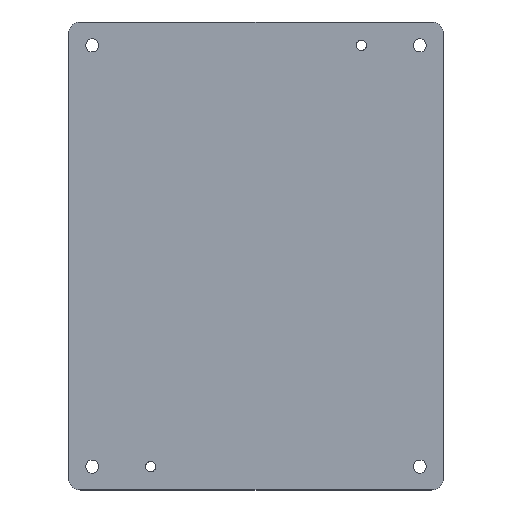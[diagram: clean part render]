
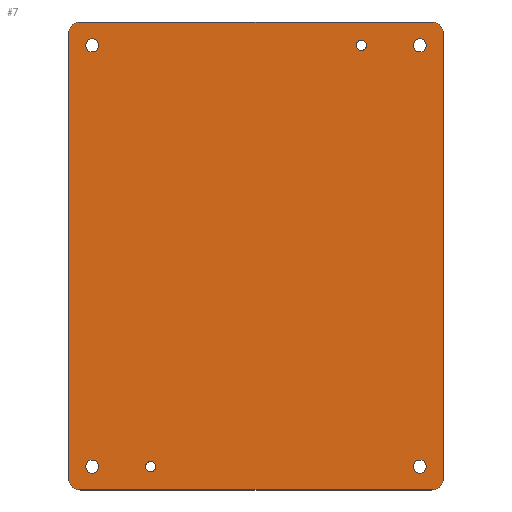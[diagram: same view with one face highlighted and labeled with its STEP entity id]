
A CAD part, top view. The second image highlights one B-rep face of the part: STEP entity #7.
In plain terms, the highlighted planar face has unit normal (0, 0, 1).
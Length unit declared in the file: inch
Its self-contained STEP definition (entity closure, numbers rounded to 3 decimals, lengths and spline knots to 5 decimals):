
#5 = CARTESIAN_POINT ( 'NONE',  ( 4., -4.75, 0. ) ) ;
#7 = ADVANCED_FACE ( 'NONE', ( #252, #419, #562, #519, #15, #553, #559 ), #294, .T. ) ;
#11 = CIRCLE ( 'NONE', #287, 0.25 ) ;
#15 = FACE_BOUND ( 'NONE', #343, .T. ) ;
#25 = EDGE_LOOP ( 'NONE', ( #332 ) ) ;
#28 = VERTEX_POINT ( 'NONE', #375 ) ;
#34 = CARTESIAN_POINT ( 'NONE',  ( 3.5, -4.5, 0. ) ) ;
#40 = EDGE_LOOP ( 'NONE', ( #169 ) ) ;
#49 = DIRECTION ( 'NONE',  ( 0., -1., 0. ) ) ;
#61 = CARTESIAN_POINT ( 'NONE',  ( 2.25, 4.5, 0. ) ) ;
#63 = EDGE_CURVE ( 'NONE', #305, #383, #11, .T. ) ;
#66 = ORIENTED_EDGE ( 'NONE', *, *, #63, .F. ) ;
#72 = CARTESIAN_POINT ( 'NONE',  ( 0., 5., 0. ) ) ;
#80 = ORIENTED_EDGE ( 'NONE', *, *, #410, .F. ) ;
#84 = CIRCLE ( 'NONE', #415, 0.109 ) ;
#100 = DIRECTION ( 'NONE',  ( 0., 0., -1. ) ) ;
#104 = DIRECTION ( 'NONE',  ( 0., 1., 0. ) ) ;
#107 = CARTESIAN_POINT ( 'NONE',  ( -3.3595, 4.5, 0. ) ) ;
#108 = DIRECTION ( 'NONE',  ( 0., 0., -1. ) ) ;
#110 = DIRECTION ( 'NONE',  ( 0., 0., 1. ) ) ;
#115 = VERTEX_POINT ( 'NONE', #352 ) ;
#117 = DIRECTION ( 'NONE',  ( 1., 0., 0. ) ) ;
#118 = EDGE_LOOP ( 'NONE', ( #507 ) ) ;
#122 = EDGE_LOOP ( 'NONE', ( #217, #66, #584, #80, #308, #402, #540, #570 ) ) ;
#131 = CIRCLE ( 'NONE', #279, 0.25 ) ;
#136 = EDGE_CURVE ( 'NONE', #376, #376, #345, .T. ) ;
#149 = DIRECTION ( 'NONE',  ( 1., 0., 0. ) ) ;
#150 = VERTEX_POINT ( 'NONE', #420 ) ;
#151 = DIRECTION ( 'NONE',  ( 1., 0., 0. ) ) ;
#158 = VERTEX_POINT ( 'NONE', #292 ) ;
#167 = AXIS2_PLACEMENT_3D ( 'NONE', #533, #575, #168 ) ;
#168 = DIRECTION ( 'NONE',  ( 1., 0., 0. ) ) ;
#169 = ORIENTED_EDGE ( 'NONE', *, *, #572, .T. ) ;
#171 = DIRECTION ( 'NONE',  ( 0., 0., -1. ) ) ;
#172 = VERTEX_POINT ( 'NONE', #539 ) ;
#180 = ORIENTED_EDGE ( 'NONE', *, *, #136, .T. ) ;
#190 = AXIS2_PLACEMENT_3D ( 'NONE', #195, #110, #329 ) ;
#193 = VERTEX_POINT ( 'NONE', #107 ) ;
#194 = DIRECTION ( 'NONE',  ( 1., 0., 0. ) ) ;
#195 = CARTESIAN_POINT ( 'NONE',  ( 0., 0., 0. ) ) ;
#196 = VERTEX_POINT ( 'NONE', #330 ) ;
#199 = EDGE_CURVE ( 'NONE', #158, #158, #84, .T. ) ;
#201 = EDGE_CURVE ( 'NONE', #115, #305, #401, .T. ) ;
#212 = CARTESIAN_POINT ( 'NONE',  ( 4., 4.75, 0. ) ) ;
#217 = ORIENTED_EDGE ( 'NONE', *, *, #351, .F. ) ;
#219 = DIRECTION ( 'NONE',  ( 0., 0., -1. ) ) ;
#220 = EDGE_CURVE ( 'NONE', #196, #196, #542, .T. ) ;
#238 = CARTESIAN_POINT ( 'NONE',  ( 2.359, 4.5, 0. ) ) ;
#239 = CIRCLE ( 'NONE', #534, 0.1405 ) ;
#241 = CARTESIAN_POINT ( 'NONE',  ( -3.75, 4.75, 0. ) ) ;
#251 = VECTOR ( 'NONE', #301, 39.37008 ) ;
#252 = FACE_BOUND ( 'NONE', #40, .T. ) ;
#256 = DIRECTION ( 'NONE',  ( 0., 0., -1. ) ) ;
#263 = VECTOR ( 'NONE', #49, 39.37008 ) ;
#264 = EDGE_CURVE ( 'NONE', #193, #193, #239, .T. ) ;
#270 = DIRECTION ( 'NONE',  ( 1., 0., 0. ) ) ;
#273 = VERTEX_POINT ( 'NONE', #212 ) ;
#277 = CARTESIAN_POINT ( 'NONE',  ( 3.75, -4.75, 0. ) ) ;
#279 = AXIS2_PLACEMENT_3D ( 'NONE', #508, #289, #549 ) ;
#281 = EDGE_CURVE ( 'NONE', #28, #172, #563, .T. ) ;
#284 = DIRECTION ( 'NONE',  ( 0., 0., -1. ) ) ;
#287 = AXIS2_PLACEMENT_3D ( 'NONE', #296, #337, #149 ) ;
#288 = AXIS2_PLACEMENT_3D ( 'NONE', #241, #555, #151 ) ;
#289 = DIRECTION ( 'NONE',  ( 0., 0., -1. ) ) ;
#292 = CARTESIAN_POINT ( 'NONE',  ( -2.141, -4.5, 0. ) ) ;
#294 = PLANE ( 'NONE',  #190 ) ;
#295 = DIRECTION ( 'NONE',  ( 1., 0., 0. ) ) ;
#296 = CARTESIAN_POINT ( 'NONE',  ( -3.75, -4.75, 0. ) ) ;
#297 = ORIENTED_EDGE ( 'NONE', *, *, #220, .T. ) ;
#299 = VECTOR ( 'NONE', #104, 39.37008 ) ;
#301 = DIRECTION ( 'NONE',  ( -1., 0., 0. ) ) ;
#305 = VERTEX_POINT ( 'NONE', #521 ) ;
#308 = ORIENTED_EDGE ( 'NONE', *, *, #446, .F. ) ;
#310 = AXIS2_PLACEMENT_3D ( 'NONE', #34, #256, #117 ) ;
#323 = VECTOR ( 'NONE', #391, 39.37008 ) ;
#329 = DIRECTION ( 'NONE',  ( 1., 0., 0. ) ) ;
#330 = CARTESIAN_POINT ( 'NONE',  ( 3.6405, -4.5, 0. ) ) ;
#332 = ORIENTED_EDGE ( 'NONE', *, *, #199, .T. ) ;
#333 = CARTESIAN_POINT ( 'NONE',  ( -3.5, -4.5, 0. ) ) ;
#337 = DIRECTION ( 'NONE',  ( 0., 0., -1. ) ) ;
#341 = VERTEX_POINT ( 'NONE', #344 ) ;
#343 = EDGE_LOOP ( 'NONE', ( #577 ) ) ;
#344 = CARTESIAN_POINT ( 'NONE',  ( -4., 4.75, 0. ) ) ;
#345 = CIRCLE ( 'NONE', #167, 0.1405 ) ;
#351 = EDGE_CURVE ( 'NONE', #383, #341, #561, .T. ) ;
#352 = CARTESIAN_POINT ( 'NONE',  ( 3.75, -5., 0. ) ) ;
#360 = EDGE_CURVE ( 'NONE', #373, #373, #380, .T. ) ;
#373 = VERTEX_POINT ( 'NONE', #238 ) ;
#375 = CARTESIAN_POINT ( 'NONE',  ( -3.75, 5., 0. ) ) ;
#376 = VERTEX_POINT ( 'NONE', #459 ) ;
#380 = CIRCLE ( 'NONE', #403, 0.109 ) ;
#381 = EDGE_CURVE ( 'NONE', #172, #273, #131, .T. ) ;
#383 = VERTEX_POINT ( 'NONE', #458 ) ;
#389 = CARTESIAN_POINT ( 'NONE',  ( -2.25, -4.5, 0. ) ) ;
#391 = DIRECTION ( 'NONE',  ( 1., 0., 0. ) ) ;
#401 = LINE ( 'NONE', #478, #251 ) ;
#402 = ORIENTED_EDGE ( 'NONE', *, *, #381, .F. ) ;
#403 = AXIS2_PLACEMENT_3D ( 'NONE', #61, #108, #295 ) ;
#410 = EDGE_CURVE ( 'NONE', #447, #115, #550, .T. ) ;
#415 = AXIS2_PLACEMENT_3D ( 'NONE', #389, #171, #270 ) ;
#419 = FACE_BOUND ( 'NONE', #25, .T. ) ;
#420 = CARTESIAN_POINT ( 'NONE',  ( -3.3595, -4.5, 0. ) ) ;
#438 = AXIS2_PLACEMENT_3D ( 'NONE', #277, #100, #194 ) ;
#442 = CARTESIAN_POINT ( 'NONE',  ( -3.5, 4.5, 0. ) ) ;
#446 = EDGE_CURVE ( 'NONE', #273, #447, #500, .T. ) ;
#447 = VERTEX_POINT ( 'NONE', #5 ) ;
#458 = CARTESIAN_POINT ( 'NONE',  ( -4., -4.75, 0. ) ) ;
#459 = CARTESIAN_POINT ( 'NONE',  ( 3.6405, 4.5, 0. ) ) ;
#478 = CARTESIAN_POINT ( 'NONE',  ( 0., -5., 0. ) ) ;
#492 = EDGE_LOOP ( 'NONE', ( #180 ) ) ;
#500 = LINE ( 'NONE', #504, #263 ) ;
#504 = CARTESIAN_POINT ( 'NONE',  ( 4., 0., 0. ) ) ;
#507 = ORIENTED_EDGE ( 'NONE', *, *, #360, .T. ) ;
#508 = CARTESIAN_POINT ( 'NONE',  ( 3.75, 4.75, 0. ) ) ;
#517 = DIRECTION ( 'NONE',  ( 1., 0., 0. ) ) ;
#518 = CARTESIAN_POINT ( 'NONE',  ( -4., 0., 0. ) ) ;
#519 = FACE_BOUND ( 'NONE', #492, .T. ) ;
#521 = CARTESIAN_POINT ( 'NONE',  ( -3.75, -5., 0. ) ) ;
#525 = DIRECTION ( 'NONE',  ( 1., 0., 0. ) ) ;
#533 = CARTESIAN_POINT ( 'NONE',  ( 3.5, 4.5, 0. ) ) ;
#534 = AXIS2_PLACEMENT_3D ( 'NONE', #442, #219, #525 ) ;
#535 = EDGE_LOOP ( 'NONE', ( #297 ) ) ;
#537 = EDGE_CURVE ( 'NONE', #341, #28, #544, .T. ) ;
#539 = CARTESIAN_POINT ( 'NONE',  ( 3.75, 5., 0. ) ) ;
#540 = ORIENTED_EDGE ( 'NONE', *, *, #281, .F. ) ;
#542 = CIRCLE ( 'NONE', #310, 0.1405 ) ;
#543 = AXIS2_PLACEMENT_3D ( 'NONE', #333, #284, #517 ) ;
#544 = CIRCLE ( 'NONE', #288, 0.25 ) ;
#549 = DIRECTION ( 'NONE',  ( 1., 0., 0. ) ) ;
#550 = CIRCLE ( 'NONE', #438, 0.25 ) ;
#553 = FACE_BOUND ( 'NONE', #535, .T. ) ;
#555 = DIRECTION ( 'NONE',  ( 0., 0., -1. ) ) ;
#559 = FACE_OUTER_BOUND ( 'NONE', #122, .T. ) ;
#561 = LINE ( 'NONE', #518, #299 ) ;
#562 = FACE_BOUND ( 'NONE', #118, .T. ) ;
#563 = LINE ( 'NONE', #72, #323 ) ;
#570 = ORIENTED_EDGE ( 'NONE', *, *, #537, .F. ) ;
#572 = EDGE_CURVE ( 'NONE', #150, #150, #583, .T. ) ;
#575 = DIRECTION ( 'NONE',  ( 0., 0., -1. ) ) ;
#577 = ORIENTED_EDGE ( 'NONE', *, *, #264, .T. ) ;
#583 = CIRCLE ( 'NONE', #543, 0.1405 ) ;
#584 = ORIENTED_EDGE ( 'NONE', *, *, #201, .F. ) ;
